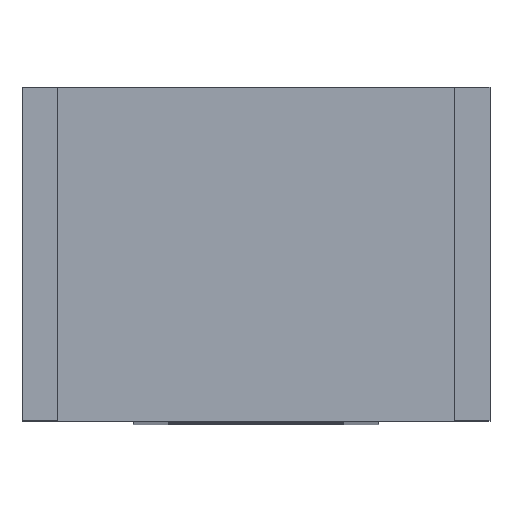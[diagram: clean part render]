
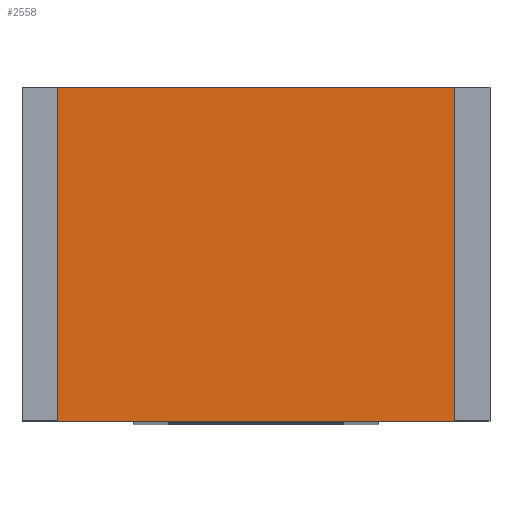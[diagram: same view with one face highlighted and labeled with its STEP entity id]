
A CAD part, top view. The second image highlights one B-rep face of the part: STEP entity #2558.
In plain terms, the highlighted planar face has unit normal (0, 0, 1).
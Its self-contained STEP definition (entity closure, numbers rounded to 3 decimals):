
#182=PLANE('',#2704);
#298=FACE_OUTER_BOUND('',#470,.T.);
#470=EDGE_LOOP('',(#2391,#2392,#2393,#2394));
#759=LINE('',#3878,#1091);
#807=LINE('',#3988,#1139);
#808=LINE('',#3991,#1140);
#809=LINE('',#3992,#1141);
#1091=VECTOR('',#3179,10.);
#1139=VECTOR('',#3289,10.);
#1140=VECTOR('',#3292,10.);
#1141=VECTOR('',#3293,10.);
#1359=VERTEX_POINT('',#3875);
#1360=VERTEX_POINT('',#3877);
#1391=VERTEX_POINT('',#3986);
#1392=VERTEX_POINT('',#3990);
#1678=EDGE_CURVE('',#1359,#1360,#759,.T.);
#1735=EDGE_CURVE('',#1391,#1360,#807,.T.);
#1736=EDGE_CURVE('',#1391,#1392,#808,.T.);
#1737=EDGE_CURVE('',#1392,#1359,#809,.T.);
#2391=ORIENTED_EDGE('',*,*,#1736,.F.);
#2392=ORIENTED_EDGE('',*,*,#1735,.T.);
#2393=ORIENTED_EDGE('',*,*,#1678,.F.);
#2394=ORIENTED_EDGE('',*,*,#1737,.F.);
#2558=ADVANCED_FACE('',(#298),#182,.T.);
#2704=AXIS2_PLACEMENT_3D('',#3989,#3290,#3291);
#3179=DIRECTION('',(1.,0.,0.));
#3289=DIRECTION('',(0.,1.,0.));
#3290=DIRECTION('center_axis',(0.,0.,1.));
#3291=DIRECTION('ref_axis',(1.,0.,0.));
#3292=DIRECTION('',(-1.,0.,0.));
#3293=DIRECTION('',(0.,1.,0.));
#3875=CARTESIAN_POINT('',(-17.,28.5,3.));
#3877=CARTESIAN_POINT('',(17.,28.5,3.));
#3878=CARTESIAN_POINT('',(17.,28.5,3.));
#3986=CARTESIAN_POINT('',(17.,0.,3.));
#3988=CARTESIAN_POINT('',(17.,0.,3.));
#3989=CARTESIAN_POINT('Origin',(-17.,0.,3.));
#3990=CARTESIAN_POINT('',(-17.,0.,3.));
#3991=CARTESIAN_POINT('',(17.,0.,3.));
#3992=CARTESIAN_POINT('',(-17.,0.,3.));
